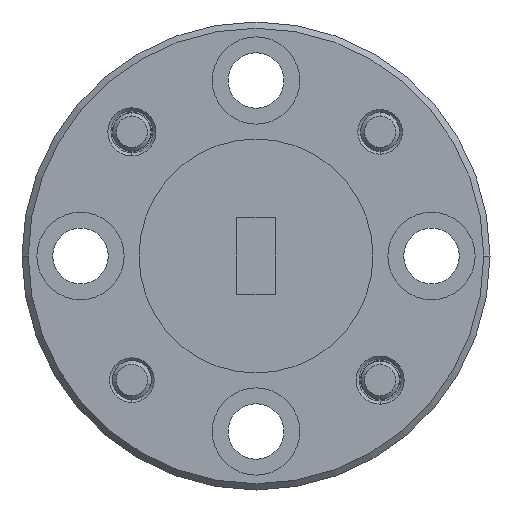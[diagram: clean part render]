
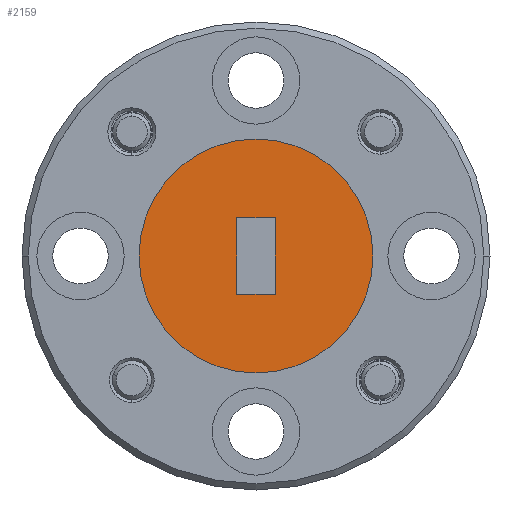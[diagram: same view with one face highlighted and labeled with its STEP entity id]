
A CAD part, left-side view. The second image highlights one B-rep face of the part: STEP entity #2159.
In plain terms, the highlighted planar face has unit normal (-1, 0, 0).
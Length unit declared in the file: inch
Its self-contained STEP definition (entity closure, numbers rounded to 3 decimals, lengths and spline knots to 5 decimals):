
#85 = CARTESIAN_POINT ( 'NONE',  ( -0.65805, 2.05952, 2.82361 ) ) ;
#184 = CARTESIAN_POINT ( 'NONE',  ( -0.65805, 2.09002, 2.88461 ) ) ;
#308 = ORIENTED_EDGE ( 'NONE', *, *, #503, .F. ) ;
#415 = EDGE_CURVE ( 'NONE', #6777, #4467, #5045, .T. ) ;
#443 = LINE ( 'NONE', #85, #3768 ) ;
#480 = EDGE_LOOP ( 'NONE', ( #308, #6491 ) ) ;
#503 = EDGE_CURVE ( 'NONE', #3337, #1379, #974, .T. ) ;
#515 = CARTESIAN_POINT ( 'NONE',  ( -0.65805, 2.12052, 2.82361 ) ) ;
#557 = VECTOR ( 'NONE', #5496, 39.37008 ) ;
#600 = VERTEX_POINT ( 'NONE', #4460 ) ;
#819 = CARTESIAN_POINT ( 'NONE',  ( -0.65805, 2.05952, 2.82361 ) ) ;
#974 = CIRCLE ( 'NONE', #3994, 0.1875 ) ;
#1232 = VECTOR ( 'NONE', #2497, 39.37008 ) ;
#1265 = EDGE_CURVE ( 'NONE', #600, #5393, #443, .T. ) ;
#1361 = DIRECTION ( 'NONE',  ( 1., 0., 0. ) ) ;
#1368 = CARTESIAN_POINT ( 'NONE',  ( -0.65805, 2.05952, 2.82361 ) ) ;
#1379 = VERTEX_POINT ( 'NONE', #7010 ) ;
#1544 = VECTOR ( 'NONE', #3315, 39.37008 ) ;
#1671 = AXIS2_PLACEMENT_3D ( 'NONE', #6826, #1361, #6299 ) ;
#1719 = EDGE_CURVE ( 'NONE', #1379, #3337, #5290, .T. ) ;
#1734 = ORIENTED_EDGE ( 'NONE', *, *, #5613, .T. ) ;
#1784 = PLANE ( 'NONE',  #3836 ) ;
#2159 = ADVANCED_FACE ( 'NONE', ( #3858, #6341 ), #1784, .T. ) ;
#2497 = DIRECTION ( 'NONE',  ( 0., 1., 0. ) ) ;
#3033 = ORIENTED_EDGE ( 'NONE', *, *, #415, .T. ) ;
#3315 = DIRECTION ( 'NONE',  ( 0., -1., 0. ) ) ;
#3337 = VERTEX_POINT ( 'NONE', #6918 ) ;
#3768 = VECTOR ( 'NONE', #3830, 39.37008 ) ;
#3804 = LINE ( 'NONE', #1368, #1232 ) ;
#3830 = DIRECTION ( 'NONE',  ( 0., 0., -1. ) ) ;
#3836 = AXIS2_PLACEMENT_3D ( 'NONE', #184, #5652, #4593 ) ;
#3858 = FACE_OUTER_BOUND ( 'NONE', #480, .T. ) ;
#3922 = CARTESIAN_POINT ( 'NONE',  ( -0.65805, 2.05952, 2.94561 ) ) ;
#3994 = AXIS2_PLACEMENT_3D ( 'NONE', #6452, #4422, #6495 ) ;
#4032 = LINE ( 'NONE', #3922, #1544 ) ;
#4381 = EDGE_LOOP ( 'NONE', ( #3033, #1734, #5778, #5698 ) ) ;
#4422 = DIRECTION ( 'NONE',  ( 1., 0., 0. ) ) ;
#4460 = CARTESIAN_POINT ( 'NONE',  ( -0.65805, 2.05952, 2.94561 ) ) ;
#4467 = VERTEX_POINT ( 'NONE', #4843 ) ;
#4593 = DIRECTION ( 'NONE',  ( 0., -1., 0. ) ) ;
#4843 = CARTESIAN_POINT ( 'NONE',  ( -0.65805, 2.12052, 2.94561 ) ) ;
#4876 = EDGE_CURVE ( 'NONE', #5393, #6777, #3804, .T. ) ;
#5045 = LINE ( 'NONE', #5470, #557 ) ;
#5290 = CIRCLE ( 'NONE', #1671, 0.1875 ) ;
#5393 = VERTEX_POINT ( 'NONE', #819 ) ;
#5470 = CARTESIAN_POINT ( 'NONE',  ( -0.65805, 2.12052, 2.82361 ) ) ;
#5496 = DIRECTION ( 'NONE',  ( 0., 0., 1. ) ) ;
#5613 = EDGE_CURVE ( 'NONE', #4467, #600, #4032, .T. ) ;
#5652 = DIRECTION ( 'NONE',  ( -1., 0., 0. ) ) ;
#5698 = ORIENTED_EDGE ( 'NONE', *, *, #4876, .T. ) ;
#5778 = ORIENTED_EDGE ( 'NONE', *, *, #1265, .T. ) ;
#6299 = DIRECTION ( 'NONE',  ( 0., 1., 0. ) ) ;
#6341 = FACE_BOUND ( 'NONE', #4381, .T. ) ;
#6452 = CARTESIAN_POINT ( 'NONE',  ( -0.65805, 2.09002, 2.88461 ) ) ;
#6491 = ORIENTED_EDGE ( 'NONE', *, *, #1719, .F. ) ;
#6495 = DIRECTION ( 'NONE',  ( 0., 1., 0. ) ) ;
#6777 = VERTEX_POINT ( 'NONE', #515 ) ;
#6826 = CARTESIAN_POINT ( 'NONE',  ( -0.65805, 2.09002, 2.88461 ) ) ;
#6918 = CARTESIAN_POINT ( 'NONE',  ( -0.65805, 2.27752, 2.88461 ) ) ;
#7010 = CARTESIAN_POINT ( 'NONE',  ( -0.65805, 1.90252, 2.88461 ) ) ;
